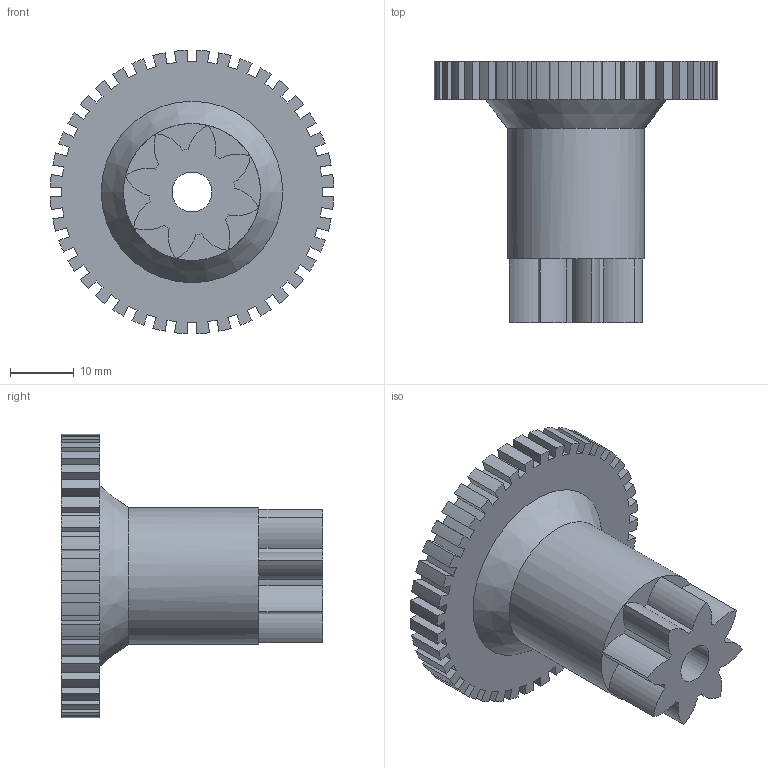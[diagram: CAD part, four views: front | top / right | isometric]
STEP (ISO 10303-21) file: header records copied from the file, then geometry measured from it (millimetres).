
FILE_DESCRIPTION(/* description */ (''),/* implementation_level */ '2;1');
FILE_NAME(/* name */ 'Brotschneidemaschine Zahnrad v5.step',/* time_stamp */ '2019-01-02T13:16:19+01:00',/* author */ (''),/* organization */ (''),/* preprocessor_version */ 'ST-DEVELOPER v17.2',/* originating_system */ 'Autodesk Translation Framework v7.6.0.251',/* authorisation */ '');
FILE_SCHEMA (('AUTOMOTIVE_DESIGN { 1 0 10303 214 3 1 1 }'));
Length unit declared in the file: millimetre
Products named in the file (1): Brotschneidemaschine Zahnrad
Bounding box: 44.48 x 41 x 44.48 mm (x, y, z)
Volume: 15897.4 mm3; surface area: 7904.8 mm2
Topology: 1 solids, 1 shells, 201 faces, 577 edges, 380 vertices
Faces by surface type: plane 132, cylinder 67, bspline 1, cone 1
Full cylindrical faces by diameter (mm): 6.25 x1, 12 x1, 21.5 x1
Entity records: 6627 total; most frequent: CARTESIAN_POINT 1185, ORIENTED_EDGE 1154, DIRECTION 1128, EDGE_CURVE 577, LINE 428, VECTOR 428, VERTEX_POINT 380, AXIS2_PLACEMENT_3D 350
